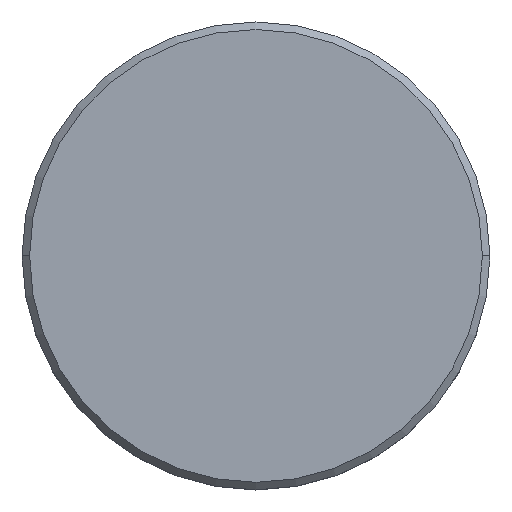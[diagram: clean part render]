
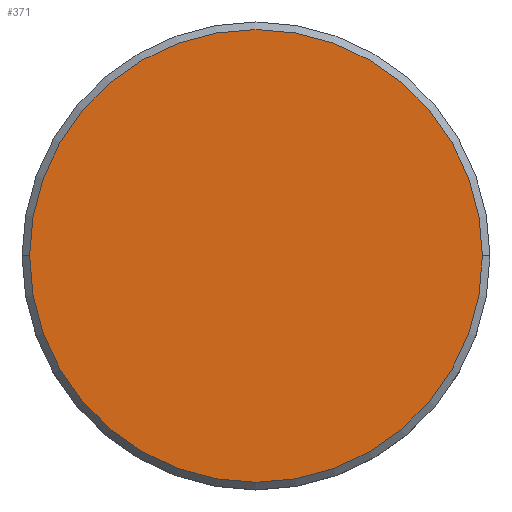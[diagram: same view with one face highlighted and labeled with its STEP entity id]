
A CAD part, top view. The second image highlights one B-rep face of the part: STEP entity #371.
In plain terms, the highlighted planar face has unit normal (0, 0, 1).
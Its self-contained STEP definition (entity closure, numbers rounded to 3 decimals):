
#131 = PLANE ( 'NONE',  #925 ) ;
#215 = CIRCLE ( 'NONE', #1053, 15. ) ;
#349 = DIRECTION ( 'NONE',  ( 0., 0., 1. ) ) ;
#360 = VERTEX_POINT ( 'NONE', #1045 ) ;
#371 = ADVANCED_FACE ( 'NONE', ( #589 ), #131, .T. ) ;
#390 = CARTESIAN_POINT ( 'NONE',  ( -15., 0., 0. ) ) ;
#399 = DIRECTION ( 'NONE',  ( 0., 0., 1. ) ) ;
#441 = DIRECTION ( 'NONE',  ( 1., 0., 0. ) ) ;
#510 = CARTESIAN_POINT ( 'NONE',  ( 0., 0., 0. ) ) ;
#583 = EDGE_LOOP ( 'NONE', ( #812, #1173 ) ) ;
#584 = DIRECTION ( 'NONE',  ( 1., 0., 0. ) ) ;
#589 = FACE_OUTER_BOUND ( 'NONE', #583, .T. ) ;
#812 = ORIENTED_EDGE ( 'NONE', *, *, #867, .T. ) ;
#867 = EDGE_CURVE ( 'NONE', #1021, #360, #215, .T. ) ;
#880 = CIRCLE ( 'NONE', #972, 15. ) ;
#925 = AXIS2_PLACEMENT_3D ( 'NONE', #510, #951, #584 ) ;
#934 = DIRECTION ( 'NONE',  ( 1., 0., 0. ) ) ;
#951 = DIRECTION ( 'NONE',  ( 0., 0., 1. ) ) ;
#972 = AXIS2_PLACEMENT_3D ( 'NONE', #1122, #399, #934 ) ;
#1021 = VERTEX_POINT ( 'NONE', #390 ) ;
#1045 = CARTESIAN_POINT ( 'NONE',  ( 15., 0., 0. ) ) ;
#1053 = AXIS2_PLACEMENT_3D ( 'NONE', #1154, #349, #441 ) ;
#1122 = CARTESIAN_POINT ( 'NONE',  ( 0., 0., 0. ) ) ;
#1154 = CARTESIAN_POINT ( 'NONE',  ( 0., 0., 0. ) ) ;
#1159 = EDGE_CURVE ( 'NONE', #360, #1021, #880, .T. ) ;
#1173 = ORIENTED_EDGE ( 'NONE', *, *, #1159, .T. ) ;
